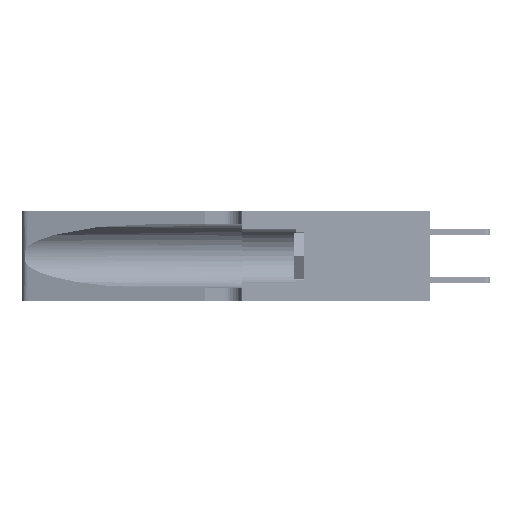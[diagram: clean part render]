
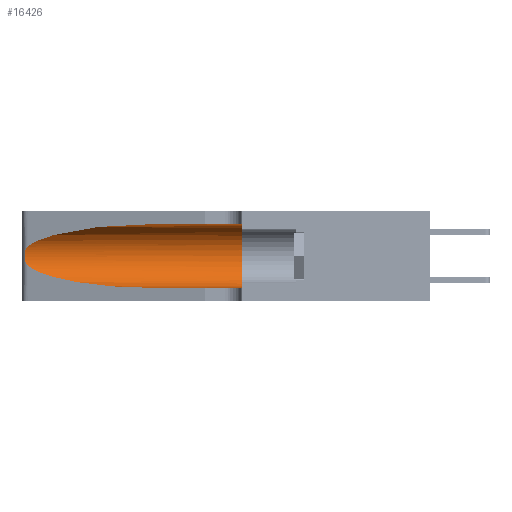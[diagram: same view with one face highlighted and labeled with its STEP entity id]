
A CAD part, left-side view. The second image highlights one B-rep face of the part: STEP entity #16426.
In plain terms, the highlighted cylindrical face has radius 3.308 mm (diameter 6.617 mm), a partial arc.
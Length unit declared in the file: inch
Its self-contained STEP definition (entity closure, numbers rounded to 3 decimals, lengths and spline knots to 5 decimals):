
#493 = DIRECTION ( 'NONE',  ( 0., -1., 0. ) ) ;
#1166 = ORIENTED_EDGE ( 'NONE', *, *, #2899, .T. ) ;
#1583 = B_SPLINE_CURVE_WITH_KNOTS ( 'NONE', 3,
 ( #23447, #23858, #34537, #11318, #40739, #40055, #14803, #6074, #21916, #21087, #30390, #20957, #37026, #18717 ),
 .UNSPECIFIED., .F., .F.,
 ( 4, 2, 2, 2, 2, 2, 4 ),
 ( 0., 0.00027, 0.00053, 0.00107, 0.0016, 0.00187, 0.00214 ),
 .UNSPECIFIED. ) ;
#2899 = EDGE_CURVE ( 'NONE', #29262, #13019, #37909, .T. ) ;
#3114 = CARTESIAN_POINT ( 'NONE',  ( 0.18966, 0.96281, 0.31525 ) ) ;
#3493 = CARTESIAN_POINT ( 'NONE',  ( 0.25487, 1.22718, 0.14631 ) ) ;
#3644 = VERTEX_POINT ( 'NONE', #38350 ) ;
#3763 = CARTESIAN_POINT ( 'NONE',  ( 0.2373, 1.15595, 0.08982 ) ) ;
#4440 = VERTEX_POINT ( 'NONE', #36513 ) ;
#4537 = CARTESIAN_POINT ( 'NONE',  ( 0.25487, 1.22718, 0.22369 ) ) ;
#4998 = ORIENTED_EDGE ( 'NONE', *, *, #11832, .T. ) ;
#5401 = ORIENTED_EDGE ( 'NONE', *, *, #25372, .F. ) ;
#6074 = CARTESIAN_POINT ( 'NONE',  ( 0.26075, 1.23896, 0.178 ) ) ;
#6494 = CARTESIAN_POINT ( 'NONE',  ( 0.18966, 0.96281, 0.05475 ) ) ;
#8783 = EDGE_CURVE ( 'NONE', #28659, #10929, #32350, .T. ) ;
#9284 = CARTESIAN_POINT ( 'NONE',  ( 0.1305, 0.72297, 0.31525 ) ) ;
#10149 = CARTESIAN_POINT ( 'NONE',  ( 0.25487, 1.22718, 0.14631 ) ) ;
#10570 = DIRECTION ( 'NONE',  ( 0., 0., 1. ) ) ;
#10929 = VERTEX_POINT ( 'NONE', #4537 ) ;
#11318 = CARTESIAN_POINT ( 'NONE',  ( 0.25787, 1.23484, 0.2124 ) ) ;
#11363 = LINE ( 'NONE', #17404, #15358 ) ;
#11832 = EDGE_CURVE ( 'NONE', #10929, #29262, #1583, .T. ) ;
#13019 = VERTEX_POINT ( 'NONE', #27231 ) ;
#13921 = DIRECTION ( 'NONE',  ( 0., 0., -1. ) ) ;
#14085 = EDGE_LOOP ( 'NONE', ( #35723, #4998, #1166, #21790, #5401, #32212 ) ) ;
#14803 = CARTESIAN_POINT ( 'NONE',  ( 0.26075, 1.23896, 0.19203 ) ) ;
#15358 = VECTOR ( 'NONE', #493, 39.37008 ) ;
#15431 = DIRECTION ( 'NONE',  ( 0., -1., 0. ) ) ;
#15527 = CARTESIAN_POINT ( 'NONE',  ( 0.2373, 1.15595, 0.28018 ) ) ;
#16426 = ADVANCED_FACE ( 'NONE', ( #31203 ), #27785, .F. ) ;
#17404 = CARTESIAN_POINT ( 'NONE',  ( 0.1305, 1.61858, 0.05475 ) ) ;
#18300 = EDGE_CURVE ( 'NONE', #28659, #4440, #33095, .T. ) ;
#18717 = CARTESIAN_POINT ( 'NONE',  ( 0.25487, 1.22718, 0.14631 ) ) ;
#20072 = DIRECTION ( 'NONE',  ( 0., 1., 0. ) ) ;
#20251 = CARTESIAN_POINT ( 'NONE',  ( 0.1305, 0.72297, 0.31525 ) ) ;
#20612 = CIRCLE ( 'NONE', #21651, 0.13025 ) ;
#20957 = CARTESIAN_POINT ( 'NONE',  ( 0.25639, 1.23186, 0.15144 ) ) ;
#21087 = CARTESIAN_POINT ( 'NONE',  ( 0.25856, 1.23593, 0.16098 ) ) ;
#21452 = CARTESIAN_POINT ( 'NONE',  ( 0.1305, 1.61858, 0.31525 ) ) ;
#21651 = AXIS2_PLACEMENT_3D ( 'NONE', #39036, #20072, #10570 ) ;
#21790 = ORIENTED_EDGE ( 'NONE', *, *, #35122, .T. ) ;
#21916 = CARTESIAN_POINT ( 'NONE',  ( 0.26017, 1.23833, 0.17102 ) ) ;
#23447 = CARTESIAN_POINT ( 'NONE',  ( 0.25487, 1.22718, 0.22369 ) ) ;
#23506 = DIRECTION ( 'NONE',  ( 0., -1., 0. ) ) ;
#23858 = CARTESIAN_POINT ( 'NONE',  ( 0.25555, 1.22994, 0.2215 ) ) ;
#24631 = VECTOR ( 'NONE', #15431, 39.37008 ) ;
#25372 = EDGE_CURVE ( 'NONE', #4440, #3644, #20612, .T. ) ;
#25812 = CARTESIAN_POINT ( 'NONE',  ( 0.1305, 0.72297, 0.05475 ) ) ;
#27231 = CARTESIAN_POINT ( 'NONE',  ( 0.1305, 0.72297, 0.05475 ) ) ;
#27785 = CYLINDRICAL_SURFACE ( 'NONE', #39252, 0.13025 ) ;
#28659 = VERTEX_POINT ( 'NONE', #20251 ) ;
#29262 = VERTEX_POINT ( 'NONE', #10149 ) ;
#30390 = CARTESIAN_POINT ( 'NONE',  ( 0.25789, 1.23486, 0.15765 ) ) ;
#31203 = FACE_OUTER_BOUND ( 'NONE', #14085, .T. ) ;
#31376 = CARTESIAN_POINT ( 'NONE',  ( 0.25487, 1.22718, 0.22369 ) ) ;
#32212 = ORIENTED_EDGE ( 'NONE', *, *, #18300, .F. ) ;
#32350 =( BOUNDED_CURVE ( )  B_SPLINE_CURVE ( 3, ( #9284, #3114, #15527, #31376 ),
 .UNSPECIFIED., .F., .T. ) 
 B_SPLINE_CURVE_WITH_KNOTS ( ( 4, 4 ),
 ( 1.5708, 2.84003 ),
 .UNSPECIFIED. ) 
 CURVE ( )  GEOMETRIC_REPRESENTATION_ITEM ( )  RATIONAL_B_SPLINE_CURVE ( ( 1., 0.87, 0.87, 1. ) ) 
 REPRESENTATION_ITEM ( '' )  );
#33095 = LINE ( 'NONE', #21452, #24631 ) ;
#34537 = CARTESIAN_POINT ( 'NONE',  ( 0.25639, 1.23184, 0.21858 ) ) ;
#35122 = EDGE_CURVE ( 'NONE', #13019, #3644, #11363, .T. ) ;
#35723 = ORIENTED_EDGE ( 'NONE', *, *, #8783, .T. ) ;
#36402 = CARTESIAN_POINT ( 'NONE',  ( 0.1305, 1.61858, 0.185 ) ) ;
#36513 = CARTESIAN_POINT ( 'NONE',  ( 0.1305, 0.35, 0.31525 ) ) ;
#37026 = CARTESIAN_POINT ( 'NONE',  ( 0.25555, 1.22993, 0.14849 ) ) ;
#37909 =( BOUNDED_CURVE ( )  B_SPLINE_CURVE ( 3, ( #3493, #3763, #6494, #25812 ),
 .UNSPECIFIED., .F., .F. ) 
 B_SPLINE_CURVE_WITH_KNOTS ( ( 4, 4 ),
 ( 3.44316, 4.71239 ),
 .UNSPECIFIED. ) 
 CURVE ( )  GEOMETRIC_REPRESENTATION_ITEM ( )  RATIONAL_B_SPLINE_CURVE ( ( 1., 0.87, 0.87, 1. ) ) 
 REPRESENTATION_ITEM ( '' )  );
#38350 = CARTESIAN_POINT ( 'NONE',  ( 0.1305, 0.35, 0.05475 ) ) ;
#39036 = CARTESIAN_POINT ( 'NONE',  ( 0.1305, 0.35, 0.185 ) ) ;
#39252 = AXIS2_PLACEMENT_3D ( 'NONE', #36402, #23506, #13921 ) ;
#40055 = CARTESIAN_POINT ( 'NONE',  ( 0.26018, 1.23835, 0.19895 ) ) ;
#40739 = CARTESIAN_POINT ( 'NONE',  ( 0.25854, 1.2359, 0.20912 ) ) ;
